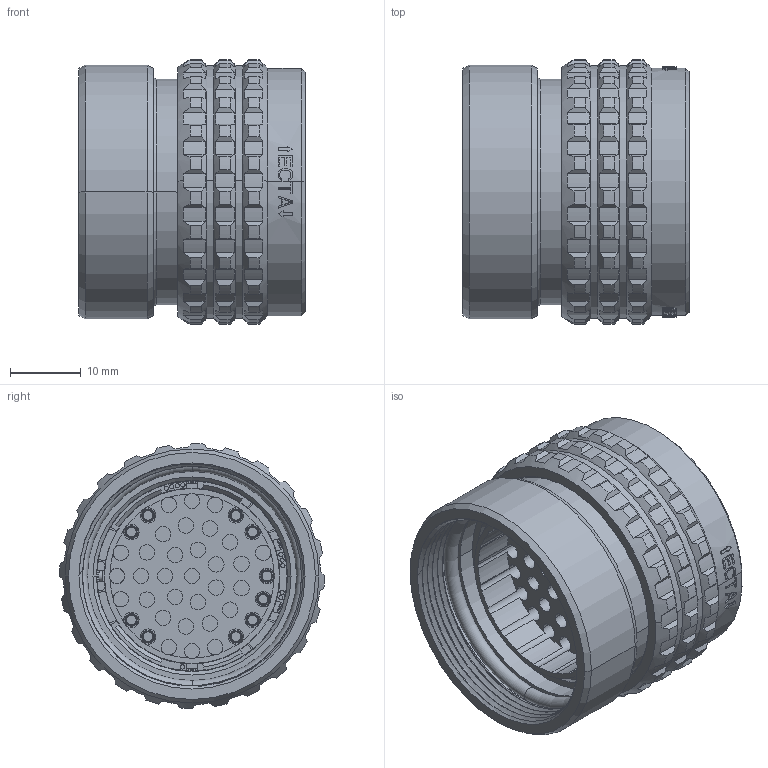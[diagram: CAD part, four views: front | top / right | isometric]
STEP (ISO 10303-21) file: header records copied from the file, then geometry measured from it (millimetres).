
FILE_DESCRIPTION((''),'2;1');
FILE_NAME('1332M510FS','2024-08-02T14:40:41',('paultorloting'),('NET AG system integration'),'CREO PARAMETRIC BY PTC INC, 2021404','CREO PARAMETRIC BY PTC INC, 2021404','');
FILE_SCHEMA(('AUTOMOTIVE_DESIGN { 1 0 10303 214 1 1 1 1 }'));
Length unit declared in the file: millimetre
Products named in the file (1): 1332M510FS
Bounding box: 32 x 37.5 x 37.5 mm (x, y, z)
Volume: 19164 mm3; surface area: 18451 mm2
Topology: 1 solids, 11 shells, 3151 faces, 8546 edges, 5590 vertices
Faces by surface type: plane 1932, cylinder 838, cone 174, torus 113, bspline 44, extrusion 40, sphere 10
Entity records: 132017 total; most frequent: CARTESIAN_POINT 30808, ORIENTED_EDGE 17052, DIRECTION 16030, EDGE_CURVE 8526, VERTEX_POINT 5590, AXIS2_PLACEMENT_3D 5375, VECTOR 5277, LINE 5237
